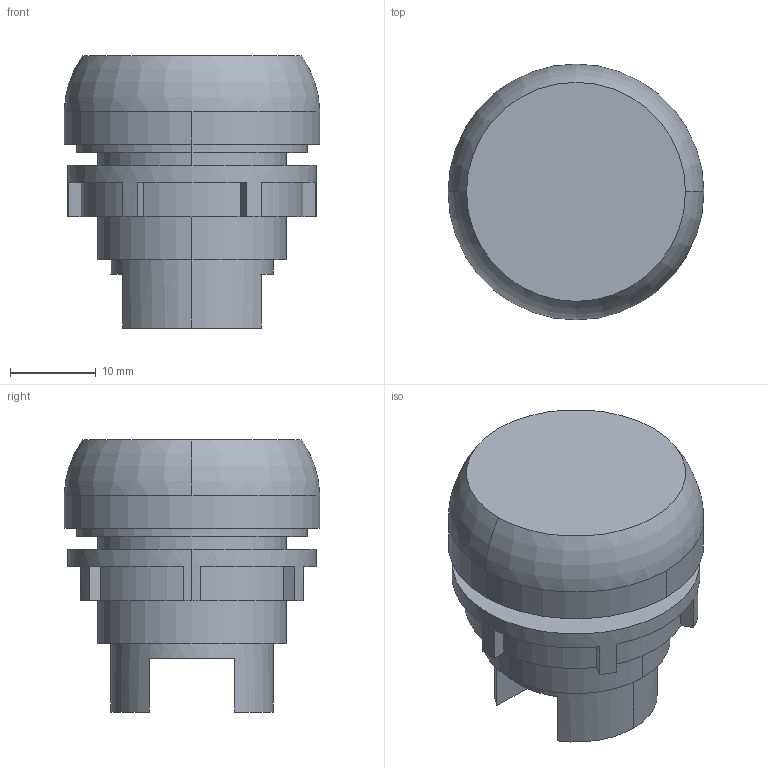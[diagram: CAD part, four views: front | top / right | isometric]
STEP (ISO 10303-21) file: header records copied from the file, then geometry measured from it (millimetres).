
FILE_DESCRIPTION(('STEP AP214'),'1');
FILE_NAME('voyant_024163.stp','2019-01-09T08:03:13',('TraceParts'),('TraceParts S.A.'),'Spatial InterOp 3D',' ',' ');
FILE_SCHEMA(('automotive_design'));
Length unit declared in the file: millimetre
Products named in the file (2): voyant_024163_1; voyant_024163_2
Bounding box: 29.9 x 29.9 x 31.8 mm (x, y, z)
Volume: 14224.6 mm3; surface area: 5385 mm2
Topology: 2 solids, 2 shells, 52 faces, 133 edges, 89 vertices
Faces by surface type: plane 30, cylinder 20, torus 2
Entity records: 1642 total; most frequent: DIRECTION 304, CARTESIAN_POINT 276, ORIENTED_EDGE 266, EDGE_CURVE 133, AXIS2_PLACEMENT_3D 117, VERTEX_POINT 89, LINE 70, VECTOR 70
